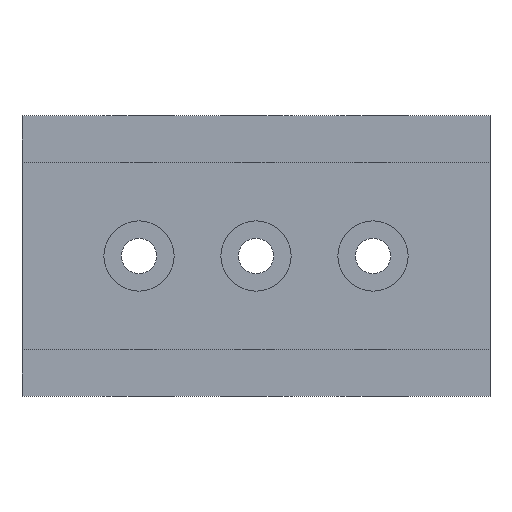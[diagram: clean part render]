
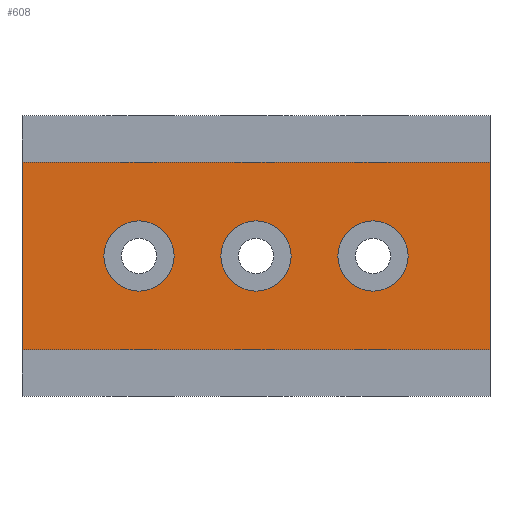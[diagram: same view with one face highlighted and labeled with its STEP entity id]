
A CAD part, front view. The second image highlights one B-rep face of the part: STEP entity #608.
In plain terms, the highlighted planar face has unit normal (0, -1, 0).
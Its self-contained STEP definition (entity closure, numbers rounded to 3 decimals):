
#27=FACE_BOUND('',#133,.T.);
#28=FACE_BOUND('',#134,.T.);
#29=FACE_BOUND('',#135,.T.);
#52=PLANE('',#683);
#83=FACE_OUTER_BOUND('',#132,.T.);
#132=EDGE_LOOP('',(#498,#499,#500,#501));
#133=EDGE_LOOP('',(#502));
#134=EDGE_LOOP('',(#503));
#135=EDGE_LOOP('',(#504));
#168=LINE('',#943,#210);
#182=LINE('',#970,#224);
#189=LINE('',#1012,#231);
#190=LINE('',#1013,#232);
#210=VECTOR('',#762,10.);
#224=VECTOR('',#782,10.);
#231=VECTOR('',#833,10.);
#232=VECTOR('',#834,10.);
#264=CIRCLE('',#672,3.);
#266=CIRCLE('',#676,3.);
#268=CIRCLE('',#680,3.);
#294=VERTEX_POINT('',#941);
#295=VERTEX_POINT('',#942);
#302=VERTEX_POINT('',#962);
#312=VERTEX_POINT('',#990);
#314=VERTEX_POINT('',#997);
#316=VERTEX_POINT('',#1004);
#318=VERTEX_POINT('',#1011);
#352=EDGE_CURVE('',#294,#295,#168,.T.);
#366=EDGE_CURVE('',#295,#302,#182,.T.);
#376=EDGE_CURVE('',#312,#312,#264,.T.);
#379=EDGE_CURVE('',#314,#314,#266,.T.);
#382=EDGE_CURVE('',#316,#316,#268,.T.);
#385=EDGE_CURVE('',#302,#318,#189,.T.);
#386=EDGE_CURVE('',#318,#294,#190,.T.);
#498=ORIENTED_EDGE('',*,*,#385,.F.);
#499=ORIENTED_EDGE('',*,*,#366,.F.);
#500=ORIENTED_EDGE('',*,*,#352,.F.);
#501=ORIENTED_EDGE('',*,*,#386,.F.);
#502=ORIENTED_EDGE('',*,*,#382,.F.);
#503=ORIENTED_EDGE('',*,*,#379,.F.);
#504=ORIENTED_EDGE('',*,*,#376,.F.);
#608=ADVANCED_FACE('',(#83,#27,#28,#29),#52,.T.);
#672=AXIS2_PLACEMENT_3D('',#991,#806,#807);
#676=AXIS2_PLACEMENT_3D('',#998,#815,#816);
#680=AXIS2_PLACEMENT_3D('',#1005,#824,#825);
#683=AXIS2_PLACEMENT_3D('',#1010,#831,#832);
#762=DIRECTION('',(1.,0.,0.));
#782=DIRECTION('',(0.,0.,-1.));
#806=DIRECTION('center_axis',(0.,-1.,0.));
#807=DIRECTION('ref_axis',(1.,0.,0.));
#815=DIRECTION('center_axis',(0.,-1.,0.));
#816=DIRECTION('ref_axis',(1.,0.,0.));
#824=DIRECTION('center_axis',(0.,-1.,0.));
#825=DIRECTION('ref_axis',(1.,0.,0.));
#831=DIRECTION('center_axis',(0.,-1.,0.));
#832=DIRECTION('ref_axis',(1.,0.,0.));
#833=DIRECTION('',(-1.,0.,0.));
#834=DIRECTION('',(0.,0.,1.));
#941=CARTESIAN_POINT('',(0.,0.,0.));
#942=CARTESIAN_POINT('',(40.,0.,0.));
#943=CARTESIAN_POINT('',(0.,0.,0.));
#962=CARTESIAN_POINT('',(40.,0.,-16.));
#970=CARTESIAN_POINT('',(40.,0.,-16.));
#990=CARTESIAN_POINT('',(27.,0.,-8.));
#991=CARTESIAN_POINT('Origin',(30.,0.,-8.));
#997=CARTESIAN_POINT('',(17.,0.,-8.));
#998=CARTESIAN_POINT('Origin',(20.,0.,-8.));
#1004=CARTESIAN_POINT('',(7.,0.,-8.));
#1005=CARTESIAN_POINT('Origin',(10.,0.,-8.));
#1010=CARTESIAN_POINT('Origin',(20.,0.,-10.));
#1011=CARTESIAN_POINT('',(0.,0.,-16.));
#1012=CARTESIAN_POINT('',(10.,0.,-16.));
#1013=CARTESIAN_POINT('',(0.,0.,-16.));
